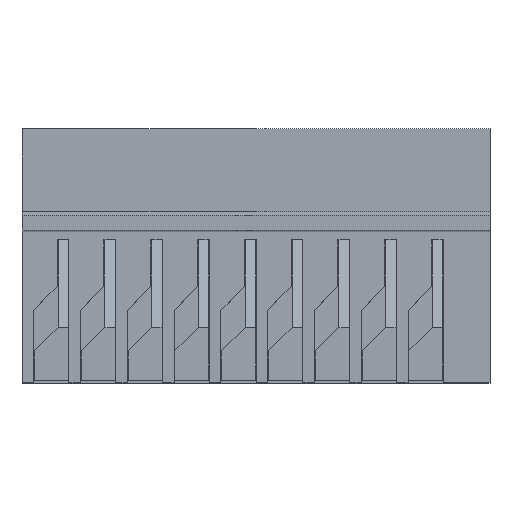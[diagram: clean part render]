
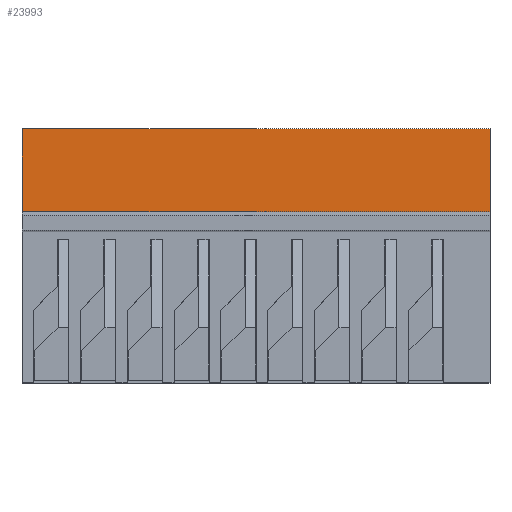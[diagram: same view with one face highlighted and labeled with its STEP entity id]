
A CAD part, top view. The second image highlights one B-rep face of the part: STEP entity #23993.
In plain terms, the highlighted planar face has unit normal (0, 0, 1).
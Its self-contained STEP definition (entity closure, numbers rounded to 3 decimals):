
#19031 = PLANE('',#19032);
#19032 = AXIS2_PLACEMENT_3D('',#19033,#19034,#19035);
#19033 = CARTESIAN_POINT('',(0.,-1.382,
    5.472));
#19034 = DIRECTION('',(1.,0.,0.));
#19035 = DIRECTION('',(0.,0.,1.));
#19087 = PLANE('',#19088);
#19088 = AXIS2_PLACEMENT_3D('',#19089,#19090,#19091);
#19089 = CARTESIAN_POINT('',(25.4,-1.382,5.472));
#19090 = DIRECTION('',(1.,0.,0.));
#19091 = DIRECTION('',(0.,0.,1.));
#20394 = VERTEX_POINT('',#20395);
#20395 = CARTESIAN_POINT('',(0.,5.4,11.));
#20409 = PLANE('',#20410);
#20410 = AXIS2_PLACEMENT_3D('',#20411,#20412,#20413);
#20411 = CARTESIAN_POINT('',(0.,5.4,0.
    ));
#20412 = DIRECTION('',(0.,-1.,0.));
#20413 = DIRECTION('',(0.,0.,1.));
#20421 = EDGE_CURVE('',#20394,#20422,#20424,.T.);
#20422 = VERTEX_POINT('',#20423);
#20423 = CARTESIAN_POINT('',(0.,0.9,11.));
#20424 = SURFACE_CURVE('',#20425,(#20429,#20436),.PCURVE_S1.);
#20425 = LINE('',#20426,#20427);
#20426 = CARTESIAN_POINT('',(0.,5.4,11.));
#20427 = VECTOR('',#20428,1.);
#20428 = DIRECTION('',(0.,-1.,0.));
#20429 = PCURVE('',#19031,#20430);
#20430 = DEFINITIONAL_REPRESENTATION('',(#20431),#20435);
#20431 = LINE('',#20432,#20433);
#20432 = CARTESIAN_POINT('',(5.528,-6.782));
#20433 = VECTOR('',#20434,1.);
#20434 = DIRECTION('',(0.,1.));
#20435 = ( GEOMETRIC_REPRESENTATION_CONTEXT(2) 
PARAMETRIC_REPRESENTATION_CONTEXT() REPRESENTATION_CONTEXT('2D SPACE',''
  ) );
#20436 = PCURVE('',#20437,#20442);
#20437 = PLANE('',#20438);
#20438 = AXIS2_PLACEMENT_3D('',#20439,#20440,#20441);
#20439 = CARTESIAN_POINT('',(0.,5.4,11.));
#20440 = DIRECTION('',(0.,0.,-1.));
#20441 = DIRECTION('',(0.,-1.,0.));
#20442 = DEFINITIONAL_REPRESENTATION('',(#20443),#20447);
#20443 = LINE('',#20444,#20445);
#20444 = CARTESIAN_POINT('',(0.,0.));
#20445 = VECTOR('',#20446,1.);
#20446 = DIRECTION('',(1.,0.));
#20447 = ( GEOMETRIC_REPRESENTATION_CONTEXT(2) 
PARAMETRIC_REPRESENTATION_CONTEXT() REPRESENTATION_CONTEXT('2D SPACE',''
  ) );
#20465 = PLANE('',#20466);
#20466 = AXIS2_PLACEMENT_3D('',#20467,#20468,#20469);
#20467 = CARTESIAN_POINT('',(0.,0.9,11.));
#20468 = DIRECTION('',(0.,-0.894,-0.447));
#20469 = DIRECTION('',(0.,-0.447,0.894));
#23331 = VERTEX_POINT('',#23332);
#23332 = CARTESIAN_POINT('',(25.4,5.4,11.));
#23353 = EDGE_CURVE('',#23331,#23354,#23356,.T.);
#23354 = VERTEX_POINT('',#23355);
#23355 = CARTESIAN_POINT('',(25.4,0.9,11.));
#23356 = SURFACE_CURVE('',#23357,(#23361,#23368),.PCURVE_S1.);
#23357 = LINE('',#23358,#23359);
#23358 = CARTESIAN_POINT('',(25.4,5.4,11.));
#23359 = VECTOR('',#23360,1.);
#23360 = DIRECTION('',(0.,-1.,0.));
#23361 = PCURVE('',#19087,#23362);
#23362 = DEFINITIONAL_REPRESENTATION('',(#23363),#23367);
#23363 = LINE('',#23364,#23365);
#23364 = CARTESIAN_POINT('',(5.528,-6.782));
#23365 = VECTOR('',#23366,1.);
#23366 = DIRECTION('',(0.,1.));
#23367 = ( GEOMETRIC_REPRESENTATION_CONTEXT(2) 
PARAMETRIC_REPRESENTATION_CONTEXT() REPRESENTATION_CONTEXT('2D SPACE',''
  ) );
#23368 = PCURVE('',#20437,#23369);
#23369 = DEFINITIONAL_REPRESENTATION('',(#23370),#23374);
#23370 = LINE('',#23371,#23372);
#23371 = CARTESIAN_POINT('',(0.,-25.4));
#23372 = VECTOR('',#23373,1.);
#23373 = DIRECTION('',(1.,0.));
#23374 = ( GEOMETRIC_REPRESENTATION_CONTEXT(2) 
PARAMETRIC_REPRESENTATION_CONTEXT() REPRESENTATION_CONTEXT('2D SPACE',''
  ) );
#23972 = EDGE_CURVE('',#20394,#23331,#23973,.T.);
#23973 = SURFACE_CURVE('',#23974,(#23978,#23985),.PCURVE_S1.);
#23974 = LINE('',#23975,#23976);
#23975 = CARTESIAN_POINT('',(0.,5.4,11.));
#23976 = VECTOR('',#23977,1.);
#23977 = DIRECTION('',(1.,0.,0.));
#23978 = PCURVE('',#20409,#23979);
#23979 = DEFINITIONAL_REPRESENTATION('',(#23980),#23984);
#23980 = LINE('',#23981,#23982);
#23981 = CARTESIAN_POINT('',(11.,0.));
#23982 = VECTOR('',#23983,1.);
#23983 = DIRECTION('',(0.,-1.));
#23984 = ( GEOMETRIC_REPRESENTATION_CONTEXT(2) 
PARAMETRIC_REPRESENTATION_CONTEXT() REPRESENTATION_CONTEXT('2D SPACE',''
  ) );
#23985 = PCURVE('',#20437,#23986);
#23986 = DEFINITIONAL_REPRESENTATION('',(#23987),#23991);
#23987 = LINE('',#23988,#23989);
#23988 = CARTESIAN_POINT('',(0.,0.));
#23989 = VECTOR('',#23990,1.);
#23990 = DIRECTION('',(0.,-1.));
#23991 = ( GEOMETRIC_REPRESENTATION_CONTEXT(2) 
PARAMETRIC_REPRESENTATION_CONTEXT() REPRESENTATION_CONTEXT('2D SPACE',''
  ) );
#23993 = ADVANCED_FACE('',(#23994),#20437,.F.);
#23994 = FACE_BOUND('',#23995,.F.);
#23995 = EDGE_LOOP('',(#23996,#23997,#23998,#24019));
#23996 = ORIENTED_EDGE('',*,*,#23972,.T.);
#23997 = ORIENTED_EDGE('',*,*,#23353,.T.);
#23998 = ORIENTED_EDGE('',*,*,#23999,.F.);
#23999 = EDGE_CURVE('',#20422,#23354,#24000,.T.);
#24000 = SURFACE_CURVE('',#24001,(#24005,#24012),.PCURVE_S1.);
#24001 = LINE('',#24002,#24003);
#24002 = CARTESIAN_POINT('',(0.,0.9,11.));
#24003 = VECTOR('',#24004,1.);
#24004 = DIRECTION('',(1.,0.,0.));
#24005 = PCURVE('',#20437,#24006);
#24006 = DEFINITIONAL_REPRESENTATION('',(#24007),#24011);
#24007 = LINE('',#24008,#24009);
#24008 = CARTESIAN_POINT('',(4.5,0.));
#24009 = VECTOR('',#24010,1.);
#24010 = DIRECTION('',(0.,-1.));
#24011 = ( GEOMETRIC_REPRESENTATION_CONTEXT(2) 
PARAMETRIC_REPRESENTATION_CONTEXT() REPRESENTATION_CONTEXT('2D SPACE',''
  ) );
#24012 = PCURVE('',#20465,#24013);
#24013 = DEFINITIONAL_REPRESENTATION('',(#24014),#24018);
#24014 = LINE('',#24015,#24016);
#24015 = CARTESIAN_POINT('',(0.,0.));
#24016 = VECTOR('',#24017,1.);
#24017 = DIRECTION('',(0.,-1.));
#24018 = ( GEOMETRIC_REPRESENTATION_CONTEXT(2) 
PARAMETRIC_REPRESENTATION_CONTEXT() REPRESENTATION_CONTEXT('2D SPACE',''
  ) );
#24019 = ORIENTED_EDGE('',*,*,#20421,.F.);
